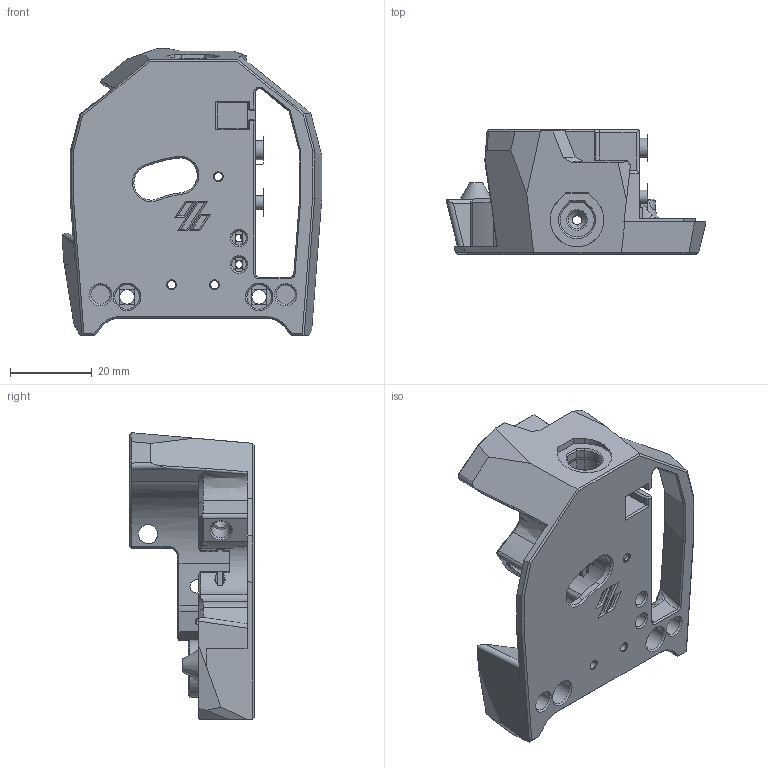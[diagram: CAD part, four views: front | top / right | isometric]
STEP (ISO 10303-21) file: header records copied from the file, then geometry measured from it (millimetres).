
FILE_DESCRIPTION(/* description */ (''),/* implementation_level */ '2;1');
FILE_NAME(/* name */ 'Galileo_2_front_body_ECAS_coupler_FS.step',/* time_stamp */ '2024-07-10T13:13:54+10:00',/* author */ (''),/* organization */ (''),/* preprocessor_version */ 'ST-DEVELOPER v20',/* originating_system */ 'Autodesk Translation Framework v13.14.0.145',/* authorisation */ '');
FILE_SCHEMA (('AUTOMOTIVE_DESIGN { 1 0 10303 214 3 1 1 }'));
Length unit declared in the file: millimetre
Products named in the file (1): front_body_ECAS_coupler_FS_v2
Bounding box: 63.77 x 30.6 x 70.3 mm (x, y, z)
Volume: 31912.4 mm3; surface area: 16679.6 mm2
Topology: 1 solids, 1 shells, 535 faces, 1417 edges, 895 vertices
Faces by surface type: plane 338, cylinder 81, cone 62, bspline 50, sphere 2, torus 2
Full cylindrical faces by diameter (mm): 1.8 x4, 2 x3, 2.9 x1, 3.3 x1, 3.5 x5, 3.6 x1, 4.3 x2, 4.7 x8, 5 x1, 6 x2, 14 x1
Entity records: 18622 total; most frequent: CARTESIAN_POINT 5502, ORIENTED_EDGE 2832, DIRECTION 2567, EDGE_CURVE 1416, LINE 943, VECTOR 943, VERTEX_POINT 895, AXIS2_PLACEMENT_3D 812
